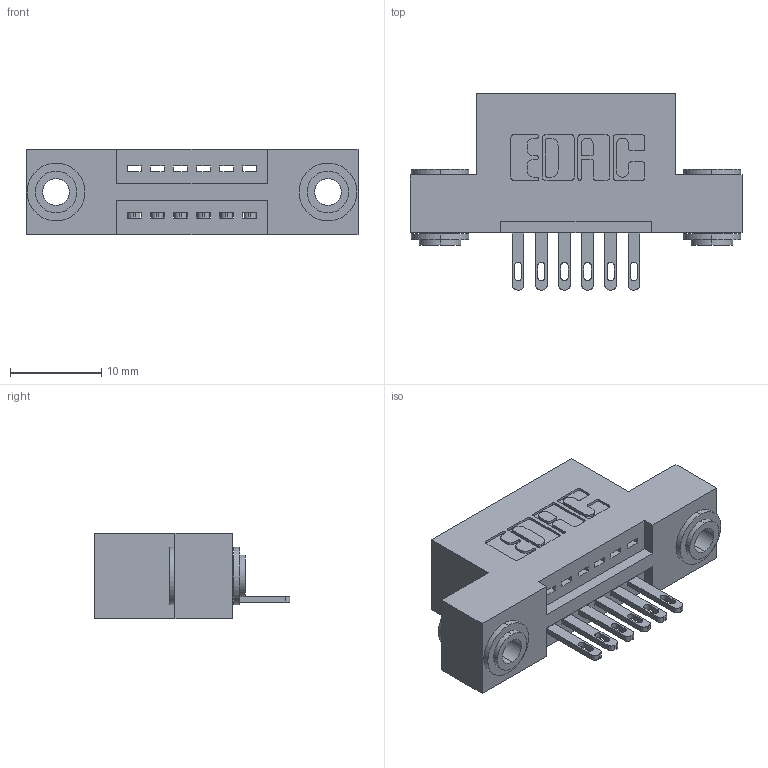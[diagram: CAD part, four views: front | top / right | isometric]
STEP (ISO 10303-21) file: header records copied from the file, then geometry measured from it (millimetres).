
FILE_DESCRIPTION (( 'STEP AP203' ), '1' );
FILE_NAME ('345-006-500-103.STEP', '2018-08-16T22:53:28', ( '' ), ( '' ), 'SwSTEP 2.0', 'SolidWorks 2016', '' );
FILE_SCHEMA (( 'CONFIG_CONTROL_DESIGN' ));
Length unit declared in the file: inch
Products named in the file (4): 345 Part_Flush Mounting Lugs - 0.156 Dia-TH; 345-292-001_345-293-100; 345-250-002_345-250-002-102; 345-006-500-103
Assembly tree (9 placements, depth 2):
  345-006-500-103
    345 Part_Flush Mounting Lugs - 0.156 Dia-TH
    345-292-001_345-293-100  x6
    345-250-002_345-250-002-102  x2
Bounding box: 36.45 x 21.51 x 9.4 mm (x, y, z)
Volume: 3190.2 mm3; surface area: 3978.1 mm2
Topology: 9 solids, 9 shells, 488 faces, 1425 edges, 946 vertices
Faces by surface type: plane 294, cylinder 186, cone 8
Entity records: 9942 total; most frequent: CARTESIAN_POINT 1701, ORIENTED_EDGE 1634, DIRECTION 1571, EDGE_CURVE 817, LINE 633, VECTOR 633, VERTEX_POINT 542, AXIS2_PLACEMENT_3D 469
